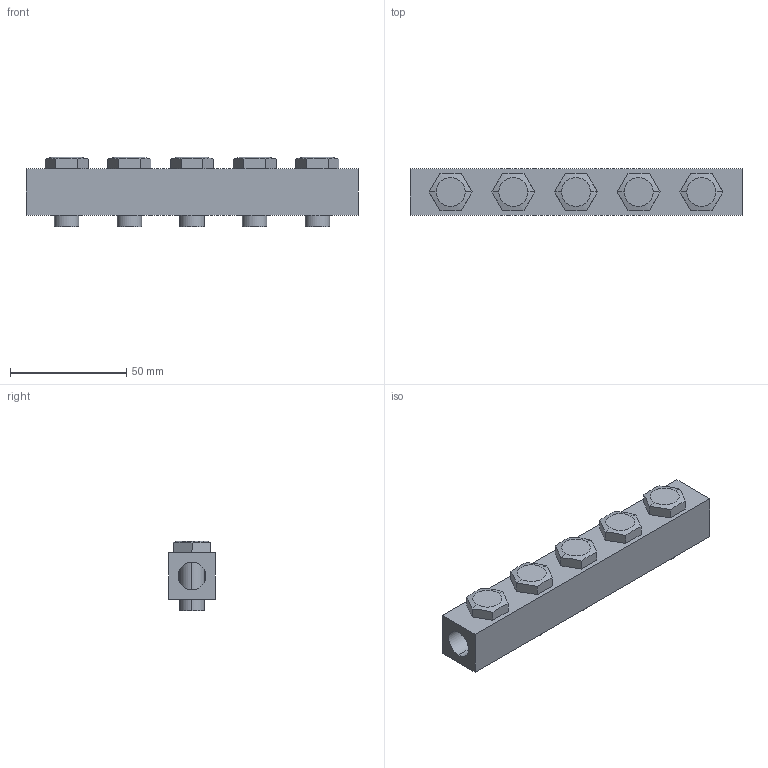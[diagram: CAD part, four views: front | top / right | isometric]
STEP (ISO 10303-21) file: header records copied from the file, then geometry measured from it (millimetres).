
FILE_DESCRIPTION((''),'2;1');
FILE_NAME('01_035_3.stp','2002-11-27T21:28:23',('Branislav Petkovic'),('AZ Pneumatica'),'AutoCAD STEP 2000i','AutoCAD 2000i','Via J. F. Kennedy, 26, 20020 Misinto (MI), ITALY');
FILE_SCHEMA(('CONFIG_CONTROL_DESIGN'));
Length unit declared in the file: millimetre
Products named in the file (3): 01_035_3; PART1; PART2
Assembly tree (6 placements, depth 2):
  01_035_3
    PART1
    PART2  x5
Bounding box: 143 x 20 x 30 mm (x, y, z)
Surface area: 24641.4 mm2 (no closed solid volume)
Topology: 0 solids, 6 shells, 93 faces, 238 edges, 152 vertices
Faces by surface type: plane 51, cylinder 32, cone 10
Entity records: 2197 total; most frequent: CARTESIAN_POINT 936, ORIENTED_EDGE 252, DIRECTION 216, EDGE_CURVE 126, VERTEX_POINT 80, AXIS2_PLACEMENT_3D 78, VECTOR 60, LINE 60
